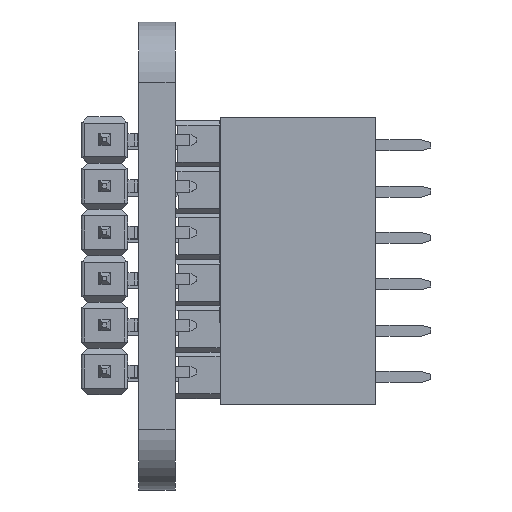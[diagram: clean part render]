
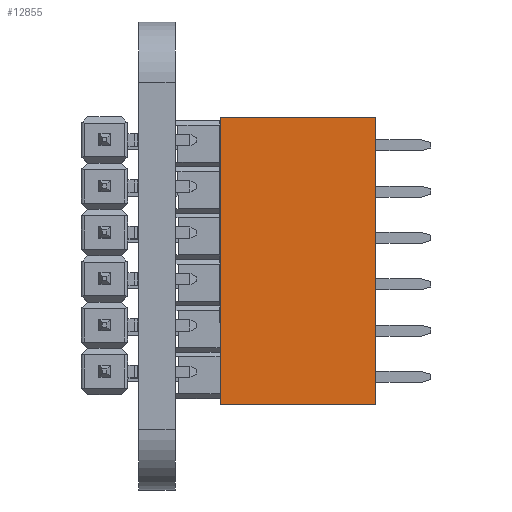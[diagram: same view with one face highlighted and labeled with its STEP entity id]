
A CAD part, left-side view. The second image highlights one B-rep face of the part: STEP entity #12855.
In plain terms, the highlighted face is planar.
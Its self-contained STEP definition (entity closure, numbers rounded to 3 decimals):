
#869=FACE_OUTER_BOUND('',#1589,.T.);
#1589=EDGE_LOOP('',(#9591,#9592,#9593,#9594));
#2589=LINE('',#18474,#4145);
#2843=LINE('',#18987,#4399);
#2845=LINE('',#18990,#4401);
#2847=LINE('',#18994,#4403);
#4145=VECTOR('',#15018,8.5);
#4399=VECTOR('',#15446,8.5);
#4401=VECTOR('',#15450,15.74);
#4403=VECTOR('',#15456,15.74);
#5543=VERTEX_POINT('',#18471);
#5544=VERTEX_POINT('',#18473);
#5715=VERTEX_POINT('',#18984);
#5716=VERTEX_POINT('',#18986);
#6877=EDGE_CURVE('',#5544,#5543,#2589,.T.);
#7131=EDGE_CURVE('',#5715,#5716,#2843,.T.);
#7133=EDGE_CURVE('',#5543,#5716,#2845,.T.);
#7135=EDGE_CURVE('',#5544,#5715,#2847,.T.);
#9591=ORIENTED_EDGE('',*,*,#6877,.T.);
#9592=ORIENTED_EDGE('',*,*,#7133,.T.);
#9593=ORIENTED_EDGE('',*,*,#7131,.F.);
#9594=ORIENTED_EDGE('',*,*,#7135,.F.);
#12089=PLANE('',#13610);
#12855=ADVANCED_FACE('',(#869),#12089,.T.);
#13610=AXIS2_PLACEMENT_3D('',#18993,#15454,#15455);
#15018=DIRECTION('',(0.,-1.,0.));
#15446=DIRECTION('',(0.,-1.,0.));
#15450=DIRECTION('',(1.,0.,0.));
#15454=DIRECTION('center_axis',(0.,0.,1.));
#15455=DIRECTION('ref_axis',(0.,-1.,0.));
#15456=DIRECTION('',(1.,0.,0.));
#18471=CARTESIAN_POINT('',(-7.87,0.,1.27));
#18473=CARTESIAN_POINT('',(-7.87,8.5,1.27));
#18474=CARTESIAN_POINT('',(-7.87,8.5,1.27));
#18984=CARTESIAN_POINT('',(7.87,8.5,1.27));
#18986=CARTESIAN_POINT('',(7.87,0.,1.27));
#18987=CARTESIAN_POINT('',(7.87,8.5,1.27));
#18990=CARTESIAN_POINT('',(-7.87,0.,1.27));
#18993=CARTESIAN_POINT('Origin',(-7.87,8.5,1.27));
#18994=CARTESIAN_POINT('',(-7.87,8.5,1.27));
